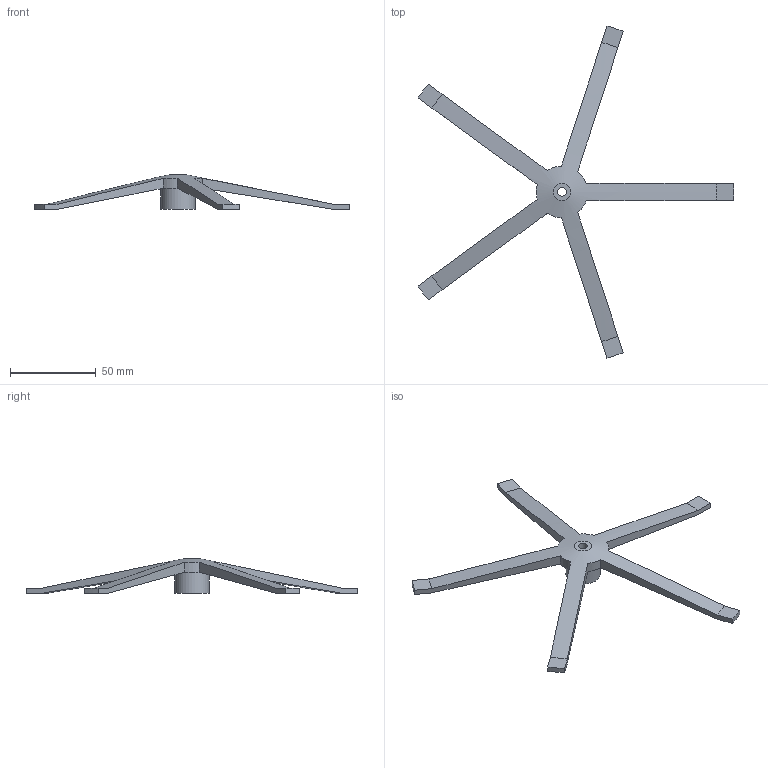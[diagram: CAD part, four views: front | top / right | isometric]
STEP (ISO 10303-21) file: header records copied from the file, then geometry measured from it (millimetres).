
FILE_DESCRIPTION(('Open CASCADE Model'),'2;1');
FILE_NAME('Open CASCADE Shape Model','2026-02-09T15:00:50',('Author'),( 'Open CASCADE'),'Open CASCADE STEP processor 7.8','Open CASCADE 7.8' ,'Unknown');
FILE_SCHEMA(('AUTOMOTIVE_DESIGN { 1 0 10303 214 1 1 1 1 }'));
Length unit declared in the file: millimetre
Products named in the file (1): Open CASCADE STEP translator 7.8 1
Bounding box: 183.73 x 193.06 x 20 mm (x, y, z)
Volume: 26161.8 mm3; surface area: 15214.9 mm2
Topology: 1 solids, 1 shells, 36 faces, 101 edges, 67 vertices
Faces by surface type: plane 22, cylinder 12, cone 2
Full cylindrical faces by diameter (mm): 5 x1, 20 x1
Entity records: 2872 total; most frequent: CARTESIAN_POINT 1097, DIRECTION 271, ORIENTED_EDGE 202, PCURVE 202, DEFINITIONAL_REPRESENTATION 202, B_SPLINE_CURVE_WITH_KNOTS 130, EDGE_CURVE 101, SURFACE_CURVE 97
